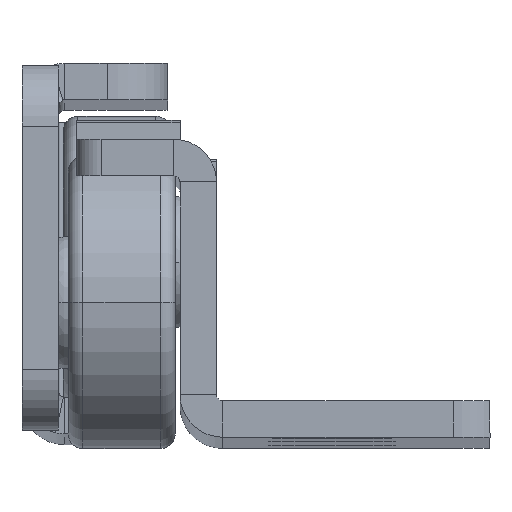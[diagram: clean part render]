
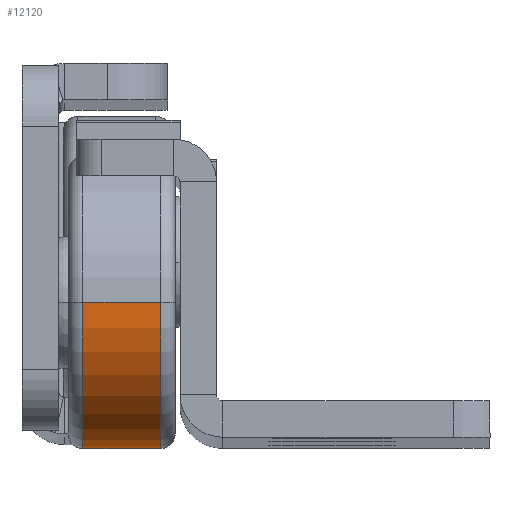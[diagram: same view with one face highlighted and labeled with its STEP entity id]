
A CAD part, top view. The second image highlights one B-rep face of the part: STEP entity #12120.
In plain terms, the highlighted cylindrical face has radius 12 mm (diameter 24 mm), a partial arc.
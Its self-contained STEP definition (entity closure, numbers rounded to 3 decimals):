
#62 = DIRECTION ( 'NONE',  ( -1., 0., 0. ) ) ;
#607 = EDGE_CURVE ( 'NONE', #12024, #5850, #19033, .T. ) ;
#994 = CARTESIAN_POINT ( 'NONE',  ( 1.2, 0., 0. ) ) ;
#1148 = EDGE_CURVE ( 'NONE', #12024, #4884, #4803, .T. ) ;
#1414 = CARTESIAN_POINT ( 'NONE',  ( 7.6, 0., 12. ) ) ;
#2352 = FACE_OUTER_BOUND ( 'NONE', #18161, .T. ) ;
#2714 = ORIENTED_EDGE ( 'NONE', *, *, #1148, .F. ) ;
#2802 = CIRCLE ( 'NONE', #4665, 12. ) ;
#3705 = CYLINDRICAL_SURFACE ( 'NONE', #10387, 12. ) ;
#4000 = VERTEX_POINT ( 'NONE', #16398 ) ;
#4082 = EDGE_CURVE ( 'NONE', #5850, #4000, #17572, .T. ) ;
#4357 = CARTESIAN_POINT ( 'NONE',  ( 0., 0., -12. ) ) ;
#4491 = VECTOR ( 'NONE', #62, 1000. ) ;
#4503 = CARTESIAN_POINT ( 'NONE',  ( 0., 0., 12. ) ) ;
#4665 = AXIS2_PLACEMENT_3D ( 'NONE', #994, #5461, #6894 ) ;
#4803 = LINE ( 'NONE', #4503, #4491 ) ;
#4884 = VERTEX_POINT ( 'NONE', #14158 ) ;
#5159 = AXIS2_PLACEMENT_3D ( 'NONE', #16000, #7413, #7238 ) ;
#5461 = DIRECTION ( 'NONE',  ( -1., 0., 0. ) ) ;
#5850 = VERTEX_POINT ( 'NONE', #12587 ) ;
#6894 = DIRECTION ( 'NONE',  ( 0., 0., 1. ) ) ;
#7238 = DIRECTION ( 'NONE',  ( 0., 0., 1. ) ) ;
#7413 = DIRECTION ( 'NONE',  ( -1., 0., 0. ) ) ;
#9014 = ORIENTED_EDGE ( 'NONE', *, *, #4082, .T. ) ;
#9598 = DIRECTION ( 'NONE',  ( 0., 0., 1. ) ) ;
#10026 = ORIENTED_EDGE ( 'NONE', *, *, #15686, .F. ) ;
#10387 = AXIS2_PLACEMENT_3D ( 'NONE', #15658, #12794, #9598 ) ;
#12024 = VERTEX_POINT ( 'NONE', #1414 ) ;
#12120 = ADVANCED_FACE ( 'NONE', ( #2352 ), #3705, .T. ) ;
#12587 = CARTESIAN_POINT ( 'NONE',  ( 7.6, 0., -12. ) ) ;
#12619 = ORIENTED_EDGE ( 'NONE', *, *, #607, .T. ) ;
#12794 = DIRECTION ( 'NONE',  ( -1., 0., 0. ) ) ;
#12866 = VECTOR ( 'NONE', #14588, 1000. ) ;
#14158 = CARTESIAN_POINT ( 'NONE',  ( 1.2, 0., 12. ) ) ;
#14588 = DIRECTION ( 'NONE',  ( -1., 0., 0. ) ) ;
#15658 = CARTESIAN_POINT ( 'NONE',  ( 0., 0., 0. ) ) ;
#15686 = EDGE_CURVE ( 'NONE', #4884, #4000, #2802, .T. ) ;
#16000 = CARTESIAN_POINT ( 'NONE',  ( 7.6, 0., 0. ) ) ;
#16398 = CARTESIAN_POINT ( 'NONE',  ( 1.2, 0., -12. ) ) ;
#17572 = LINE ( 'NONE', #4357, #12866 ) ;
#18161 = EDGE_LOOP ( 'NONE', ( #12619, #9014, #10026, #2714 ) ) ;
#19033 = CIRCLE ( 'NONE', #5159, 12. ) ;
